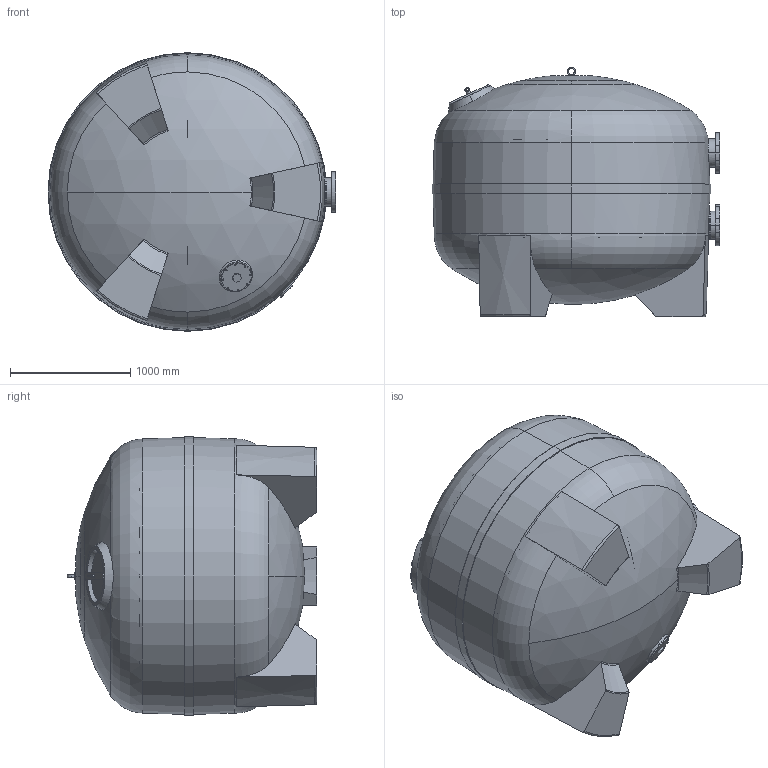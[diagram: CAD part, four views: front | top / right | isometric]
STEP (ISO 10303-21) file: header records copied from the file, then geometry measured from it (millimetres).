
FILE_DESCRIPTION (( 'STEP AP214' ), '1' );
FILE_NAME ('FB200_2340.STEP', '2019-07-02T08:03:28', ( '' ), ( '' ), 'SwSTEP 2.0', 'SolidWorks 2018', '' );
FILE_SCHEMA (( 'AUTOMOTIVE_DESIGN' ));
Length unit declared in the file: millimetre
Products named in the file (1): FB200_2340
Bounding box: 2390 x 2070.11 x 2313 mm (x, y, z)
Volume: 423431006 mm3; surface area: 35711507.5 mm2
Topology: 1 solids, 3 shells, 268 faces, 688 edges, 450 vertices
Faces by surface type: plane 108, cylinder 85, torus 33, cone 21, bspline 11, sphere 10
Entity records: 14180 total; most frequent: CARTESIAN_POINT 6364, DIRECTION 1411, ORIENTED_EDGE 1372, EDGE_CURVE 686, AXIS2_PLACEMENT_3D 557, VERTEX_POINT 450, EDGE_LOOP 334, CIRCLE 299
